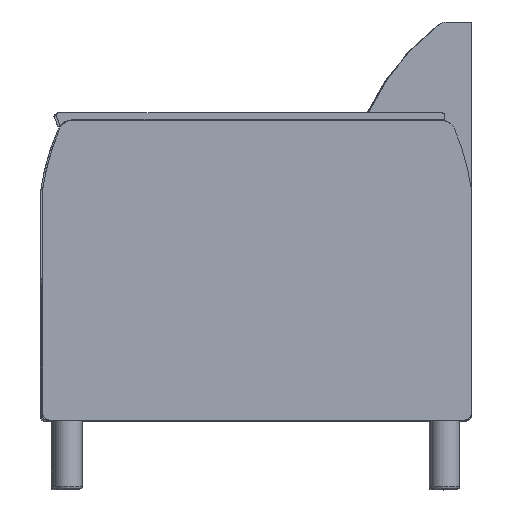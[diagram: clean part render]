
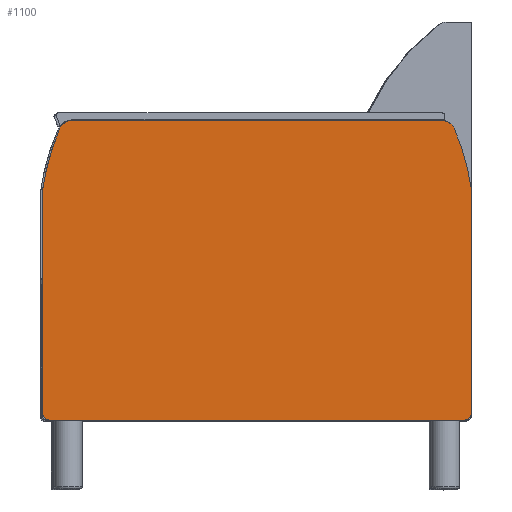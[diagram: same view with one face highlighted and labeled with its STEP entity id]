
A CAD part, top view. The second image highlights one B-rep face of the part: STEP entity #1100.
In plain terms, the highlighted planar face has unit normal (0.003, 0, 1).
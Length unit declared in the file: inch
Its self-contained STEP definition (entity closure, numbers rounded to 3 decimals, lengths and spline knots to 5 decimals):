
#28=B_SPLINE_CURVE_WITH_KNOTS('',3,(#2054,#2055,#2056,#2057,#2058,#2059,
#2060,#2061,#2062,#2063,#2064,#2065,#2066,#2067,#2068,#2069,#2070,#2071,
#2072,#2073,#2074,#2075),.UNSPECIFIED.,.F.,.F.,(4,2,2,2,2,2,2,2,2,2,4),
(-4.79444,-4.48666,-4.06789,-3.64912,
-3.23035,-3.1271,-3.02386,-2.98982,
-2.97281,-2.9643,-2.95579),.UNSPECIFIED.);
#30=B_SPLINE_CURVE_WITH_KNOTS('',3,(#2168,#2169,#2170,#2171,#2172,#2173,
#2174,#2175,#2176,#2177,#2178,#2179,#2180,#2181,#2182,#2183,#2184,#2185,
#2186,#2187,#2188,#2189),.UNSPECIFIED.,.F.,.F.,(4,2,2,2,2,2,2,2,2,2,4),
(-4.79444,-4.78593,-4.77742,-4.7604,
-4.72637,-4.62312,-4.51988,-4.10111,-3.68234,
-3.26356,-2.95579),.UNSPECIFIED.);
#119=PLANE('',#1207);
#168=FACE_OUTER_BOUND('',#232,.T.);
#232=EDGE_LOOP('',(#919,#920,#921,#922,#923,#924,#925,#926,#927,#928,#929,
#930));
#318=LINE('',#2193,#399);
#322=LINE('',#2206,#403);
#323=LINE('',#2210,#404);
#324=LINE('',#2213,#405);
#399=VECTOR('',#1461,25.84997);
#403=VECTOR('',#1473,15.688);
#404=VECTOR('',#1476,29.);
#405=VECTOR('',#1479,15.688);
#456=CIRCLE('',#1193,1.);
#458=CIRCLE('',#1196,17.08068);
#460=CIRCLE('',#1199,17.08068);
#462=CIRCLE('',#1202,1.);
#465=CIRCLE('',#1208,0.5);
#466=CIRCLE('',#1209,0.5);
#534=VERTEX_POINT('',#1965);
#535=VERTEX_POINT('',#1967);
#537=VERTEX_POINT('',#1973);
#539=VERTEX_POINT('',#2052);
#542=VERTEX_POINT('',#2080);
#543=VERTEX_POINT('',#2082);
#545=VERTEX_POINT('',#2088);
#547=VERTEX_POINT('',#2167);
#552=VERTEX_POINT('',#2205);
#553=VERTEX_POINT('',#2207);
#554=VERTEX_POINT('',#2209);
#555=VERTEX_POINT('',#2211);
#659=EDGE_CURVE('',#535,#534,#456,.T.);
#662=EDGE_CURVE('',#537,#535,#458,.T.);
#666=EDGE_CURVE('',#534,#539,#28,.T.);
#669=EDGE_CURVE('',#543,#542,#460,.T.);
#672=EDGE_CURVE('',#545,#543,#462,.T.);
#675=EDGE_CURVE('',#547,#545,#30,.T.);
#678=EDGE_CURVE('',#539,#547,#318,.T.);
#684=EDGE_CURVE('',#542,#552,#322,.T.);
#685=EDGE_CURVE('',#553,#552,#465,.T.);
#686=EDGE_CURVE('',#553,#554,#323,.T.);
#687=EDGE_CURVE('',#555,#554,#466,.T.);
#688=EDGE_CURVE('',#555,#537,#324,.T.);
#919=ORIENTED_EDGE('',*,*,#662,.T.);
#920=ORIENTED_EDGE('',*,*,#659,.T.);
#921=ORIENTED_EDGE('',*,*,#666,.T.);
#922=ORIENTED_EDGE('',*,*,#678,.T.);
#923=ORIENTED_EDGE('',*,*,#675,.T.);
#924=ORIENTED_EDGE('',*,*,#672,.T.);
#925=ORIENTED_EDGE('',*,*,#669,.T.);
#926=ORIENTED_EDGE('',*,*,#684,.T.);
#927=ORIENTED_EDGE('',*,*,#685,.F.);
#928=ORIENTED_EDGE('',*,*,#686,.T.);
#929=ORIENTED_EDGE('',*,*,#687,.F.);
#930=ORIENTED_EDGE('',*,*,#688,.T.);
#1100=ADVANCED_FACE('',(#168),#119,.T.);
#1193=AXIS2_PLACEMENT_3D('',#1968,#1431,#1432);
#1196=AXIS2_PLACEMENT_3D('',#1974,#1438,#1439);
#1199=AXIS2_PLACEMENT_3D('',#2083,#1447,#1448);
#1202=AXIS2_PLACEMENT_3D('',#2089,#1454,#1455);
#1207=AXIS2_PLACEMENT_3D('',#2204,#1471,#1472);
#1208=AXIS2_PLACEMENT_3D('',#2208,#1474,#1475);
#1209=AXIS2_PLACEMENT_3D('',#2212,#1477,#1478);
#1431=DIRECTION('center_axis',(0.,0.,1.));
#1432=DIRECTION('ref_axis',(-0.92,-0.392,0.));
#1438=DIRECTION('center_axis',(0.,0.,1.));
#1439=DIRECTION('ref_axis',(-0.989,-0.146,0.));
#1447=DIRECTION('center_axis',(0.,0.,1.));
#1448=DIRECTION('ref_axis',(0.92,-0.392,0.));
#1454=DIRECTION('center_axis',(0.,0.,1.));
#1455=DIRECTION('ref_axis',(0.662,-0.75,0.));
#1461=DIRECTION('',(-1.,0.,0.));
#1471=DIRECTION('center_axis',(0.,0.,1.));
#1472=DIRECTION('ref_axis',(1.,0.,0.));
#1473=DIRECTION('',(0.,-1.,0.));
#1474=DIRECTION('center_axis',(0.,0.,-1.));
#1475=DIRECTION('ref_axis',(-0.707,-0.707,0.));
#1476=DIRECTION('',(1.,0.,0.));
#1477=DIRECTION('center_axis',(0.,0.,-1.));
#1478=DIRECTION('ref_axis',(0.707,-0.707,0.));
#1479=DIRECTION('',(0.,1.,0.));
#1965=CARTESIAN_POINT('',(16.89303,10.97274,4.));
#1967=CARTESIAN_POINT('',(17.15127,10.61478,4.));
#1968=CARTESIAN_POINT('Origin',(16.23116,10.22312,4.));
#1973=CARTESIAN_POINT('',(18.33397,6.41074,4.));
#1974=CARTESIAN_POINT('Origin',(1.43513,3.92505,4.));
#2052=CARTESIAN_POINT('',(16.25896,11.22274,4.));
#2054=CARTESIAN_POINT('Ctrl Pts',(16.89303,10.97274,4.));
#2055=CARTESIAN_POINT('Ctrl Pts',(16.86277,10.99945,4.));
#2056=CARTESIAN_POINT('Ctrl Pts',(16.83079,11.02442,4.));
#2057=CARTESIAN_POINT('Ctrl Pts',(16.75194,11.07859,4.));
#2058=CARTESIAN_POINT('Ctrl Pts',(16.70387,11.10603,4.));
#2059=CARTESIAN_POINT('Ctrl Pts',(16.60478,11.15231,4.));
#2060=CARTESIAN_POINT('Ctrl Pts',(16.55379,11.17112,4.));
#2061=CARTESIAN_POINT('Ctrl Pts',(16.45201,11.19986,4.));
#2062=CARTESIAN_POINT('Ctrl Pts',(16.40119,11.20978,4.));
#2063=CARTESIAN_POINT('Ctrl Pts',(16.34042,11.21721,4.));
#2064=CARTESIAN_POINT('Ctrl Pts',(16.3272,11.21859,4.));
#2065=CARTESIAN_POINT('Ctrl Pts',(16.30094,11.22077,4.));
#2066=CARTESIAN_POINT('Ctrl Pts',(16.28783,11.22158,4.));
#2067=CARTESIAN_POINT('Ctrl Pts',(16.27262,11.22227,4.));
#2068=CARTESIAN_POINT('Ctrl Pts',(16.26862,11.22243,4.));
#2069=CARTESIAN_POINT('Ctrl Pts',(16.26364,11.2226,4.));
#2070=CARTESIAN_POINT('Ctrl Pts',(16.26217,11.22264,4.));
#2071=CARTESIAN_POINT('Ctrl Pts',(16.26044,11.22269,4.));
#2072=CARTESIAN_POINT('Ctrl Pts',(16.25995,11.22271,4.));
#2073=CARTESIAN_POINT('Ctrl Pts',(16.25921,11.22273,4.));
#2074=CARTESIAN_POINT('Ctrl Pts',(16.25896,11.22274,4.));
#2075=CARTESIAN_POINT('Ctrl Pts',(16.25896,11.22274,4.));
#2080=CARTESIAN_POINT('',(-11.66603,6.41074,4.));
#2082=CARTESIAN_POINT('',(-10.48332,10.61478,4.));
#2083=CARTESIAN_POINT('Origin',(5.23281,3.92505,4.));
#2088=CARTESIAN_POINT('',(-10.22509,10.97274,4.));
#2089=CARTESIAN_POINT('Origin',(-9.56321,10.22312,4.));
#2167=CARTESIAN_POINT('',(-9.59101,11.22274,4.));
#2168=CARTESIAN_POINT('Ctrl Pts',(-9.59101,11.22274,4.));
#2169=CARTESIAN_POINT('Ctrl Pts',(-9.59101,11.22274,4.));
#2170=CARTESIAN_POINT('Ctrl Pts',(-9.59127,11.22273,4.));
#2171=CARTESIAN_POINT('Ctrl Pts',(-9.59201,11.22271,4.));
#2172=CARTESIAN_POINT('Ctrl Pts',(-9.5925,11.22269,4.));
#2173=CARTESIAN_POINT('Ctrl Pts',(-9.59423,11.22264,4.));
#2174=CARTESIAN_POINT('Ctrl Pts',(-9.59569,11.2226,4.));
#2175=CARTESIAN_POINT('Ctrl Pts',(-9.60068,11.22243,4.));
#2176=CARTESIAN_POINT('Ctrl Pts',(-9.60467,11.22227,4.));
#2177=CARTESIAN_POINT('Ctrl Pts',(-9.61988,11.22158,4.));
#2178=CARTESIAN_POINT('Ctrl Pts',(-9.633,11.22077,4.));
#2179=CARTESIAN_POINT('Ctrl Pts',(-9.65926,11.21859,4.));
#2180=CARTESIAN_POINT('Ctrl Pts',(-9.67247,11.21721,4.));
#2181=CARTESIAN_POINT('Ctrl Pts',(-9.73325,11.20978,4.));
#2182=CARTESIAN_POINT('Ctrl Pts',(-9.78407,11.19986,4.));
#2183=CARTESIAN_POINT('Ctrl Pts',(-9.88585,11.17112,4.));
#2184=CARTESIAN_POINT('Ctrl Pts',(-9.93684,11.15231,4.));
#2185=CARTESIAN_POINT('Ctrl Pts',(-10.03593,11.10603,4.));
#2186=CARTESIAN_POINT('Ctrl Pts',(-10.084,11.07859,4.));
#2187=CARTESIAN_POINT('Ctrl Pts',(-10.16285,11.02442,4.));
#2188=CARTESIAN_POINT('Ctrl Pts',(-10.19483,10.99945,4.));
#2189=CARTESIAN_POINT('Ctrl Pts',(-10.22509,10.97274,4.));
#2193=CARTESIAN_POINT('',(18.33397,11.22274,4.));
#2204=CARTESIAN_POINT('Origin',(3.33397,0.72274,4.));
#2205=CARTESIAN_POINT('',(-11.66603,-9.27726,4.));
#2206=CARTESIAN_POINT('',(-11.66603,11.22274,4.));
#2207=CARTESIAN_POINT('',(-11.16603,-9.77726,4.));
#2208=CARTESIAN_POINT('Origin',(-11.16603,-9.27726,4.));
#2209=CARTESIAN_POINT('',(17.83397,-9.77726,4.));
#2210=CARTESIAN_POINT('',(-11.66603,-9.77726,4.));
#2211=CARTESIAN_POINT('',(18.33397,-9.27726,4.));
#2212=CARTESIAN_POINT('Origin',(17.83397,-9.27726,4.));
#2213=CARTESIAN_POINT('',(18.33397,-9.77726,4.));
